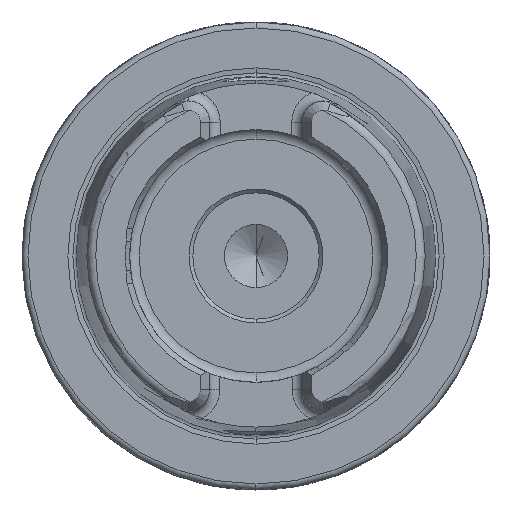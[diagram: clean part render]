
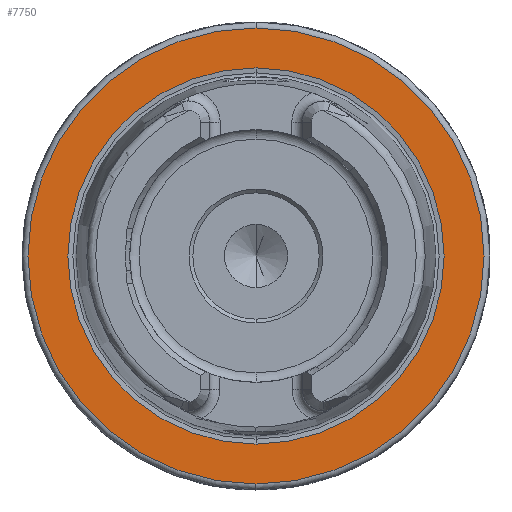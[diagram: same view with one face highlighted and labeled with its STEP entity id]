
A CAD part, left-side view. The second image highlights one B-rep face of the part: STEP entity #7750.
In plain terms, the highlighted planar face has unit normal (-1, 0, 0).
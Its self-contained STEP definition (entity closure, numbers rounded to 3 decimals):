
#700 = EDGE_CURVE ( 'NONE', #11366, #11415, #6233, .T. ) ;
#704 = EDGE_CURVE ( 'NONE', #11364, #11363, #6224, .T. ) ;
#1097 = DIRECTION ( 'NONE',  ( -1., 0., 0. ) ) ;
#1101 = CARTESIAN_POINT ( 'NONE',  ( 0., 0., 0. ) ) ;
#1197 = DIRECTION ( 'NONE',  ( 0., 0., 1. ) ) ;
#1585 = CARTESIAN_POINT ( 'NONE',  ( 0., 0., 0. ) ) ;
#1904 = CARTESIAN_POINT ( 'NONE',  ( 0., 0., 25.324 ) ) ;
#1963 = CARTESIAN_POINT ( 'NONE',  ( 0., 0., -25.324 ) ) ;
#1966 = CARTESIAN_POINT ( 'NONE',  ( 0., 0., 30.7 ) ) ;
#1967 = CARTESIAN_POINT ( 'NONE',  ( 0., 0., -30.7 ) ) ;
#2681 = AXIS2_PLACEMENT_3D ( 'NONE', #5434, #5433, #5432 ) ;
#2684 = AXIS2_PLACEMENT_3D ( 'NONE', #5418, #5417, #5416 ) ;
#3058 = FACE_OUTER_BOUND ( 'NONE', #7004, .T. ) ;
#3060 = FACE_BOUND ( 'NONE', #7002, .T. ) ;
#5416 = DIRECTION ( 'NONE',  ( 0., 0., 1. ) ) ;
#5417 = DIRECTION ( 'NONE',  ( -1., 0., 0. ) ) ;
#5418 = CARTESIAN_POINT ( 'NONE',  ( 0., 0., 0. ) ) ;
#5432 = DIRECTION ( 'NONE',  ( 0., 0., 1. ) ) ;
#5433 = DIRECTION ( 'NONE',  ( -1., 0., 0. ) ) ;
#5434 = CARTESIAN_POINT ( 'NONE',  ( 0., 0., 0. ) ) ;
#6224 = CIRCLE ( 'NONE', #2684, 30.7 ) ;
#6233 = CIRCLE ( 'NONE', #2681, 25.324 ) ;
#7002 = EDGE_LOOP ( 'NONE', ( #12484, #12485 ) ) ;
#7004 = EDGE_LOOP ( 'NONE', ( #12486, #12487 ) ) ;
#7750 = ADVANCED_FACE ( 'NONE', ( #3060, #3058 ), #10126, .F. ) ;
#9026 = CIRCLE ( 'NONE', #11269, 30.7 ) ;
#9027 = CIRCLE ( 'NONE', #11270, 25.324 ) ;
#9642 = AXIS2_PLACEMENT_3D ( 'NONE', #10129, #10131, #10122 ) ;
#10122 = DIRECTION ( 'NONE',  ( 0., 0., -1. ) ) ;
#10126 = PLANE ( 'NONE',  #9642 ) ;
#10129 = CARTESIAN_POINT ( 'NONE',  ( 0., 30.7, 0. ) ) ;
#10131 = DIRECTION ( 'NONE',  ( 1., 0., 0. ) ) ;
#11269 = AXIS2_PLACEMENT_3D ( 'NONE', #1101, #1097, #1197 ) ;
#11270 = AXIS2_PLACEMENT_3D ( 'NONE', #1585, #12111, #12096 ) ;
#11363 = VERTEX_POINT ( 'NONE', #1967 ) ;
#11364 = VERTEX_POINT ( 'NONE', #1966 ) ;
#11366 = VERTEX_POINT ( 'NONE', #1963 ) ;
#11415 = VERTEX_POINT ( 'NONE', #1904 ) ;
#12096 = DIRECTION ( 'NONE',  ( 0., 0., 1. ) ) ;
#12111 = DIRECTION ( 'NONE',  ( -1., 0., 0. ) ) ;
#12484 = ORIENTED_EDGE ( 'NONE', *, *, #12847, .F. ) ;
#12485 = ORIENTED_EDGE ( 'NONE', *, *, #700, .F. ) ;
#12486 = ORIENTED_EDGE ( 'NONE', *, *, #704, .T. ) ;
#12487 = ORIENTED_EDGE ( 'NONE', *, *, #12846, .T. ) ;
#12846 = EDGE_CURVE ( 'NONE', #11363, #11364, #9026, .T. ) ;
#12847 = EDGE_CURVE ( 'NONE', #11415, #11366, #9027, .T. ) ;
